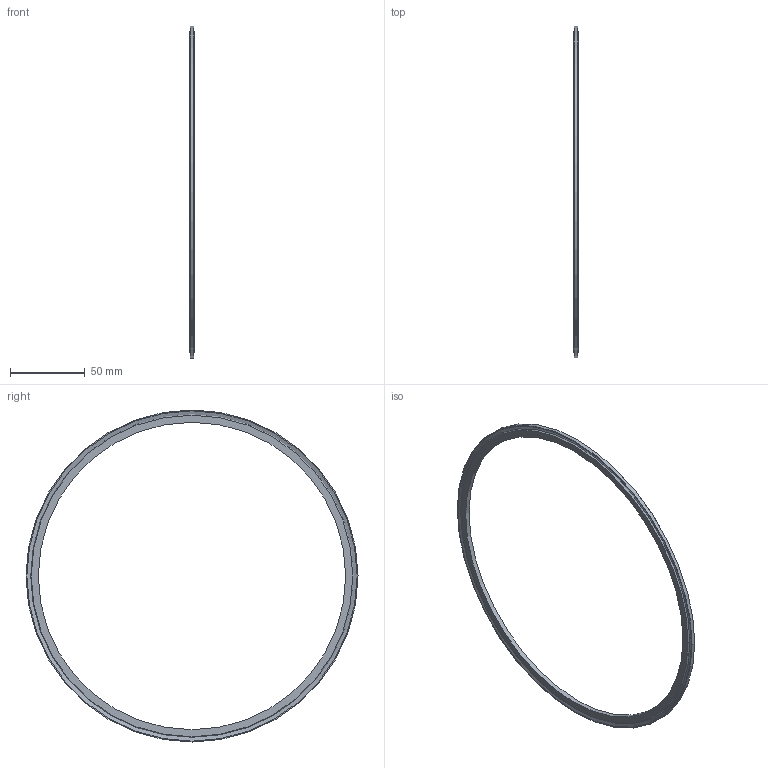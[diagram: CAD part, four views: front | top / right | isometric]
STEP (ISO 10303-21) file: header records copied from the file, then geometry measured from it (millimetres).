
FILE_DESCRIPTION (( 'STEP AP214' ), '1' );
FILE_NAME ('FULLVAC JF1CF200.STEP', '2019-03-29T13:52:08', ( '' ), ( '' ), 'SwSTEP 2.0', 'SolidWorks 2017', '' );
FILE_SCHEMA (( 'AUTOMOTIVE_DESIGN' ));
Length unit declared in the file: millimetre
Products named in the file (1): FULLVAC JF1CF200
Bounding box: 3.2 x 222.5 x 222.5 mm (x, y, z)
Volume: 14765 mm3; surface area: 15955.1 mm2
Topology: 1 solids, 1 shells, 10 faces, 20 edges, 14 vertices
Faces by surface type: plane 4, cone 4, cylinder 2
Full cylindrical faces by diameter (mm): 206 x1, 222.5 x1
Entity records: 242 total; most frequent: DIRECTION 42, CARTESIAN_POINT 31, AXIS2_PLACEMENT_3D 21, ORIENTED_EDGE 20, EDGE_LOOP 20, FACE_OUTER_BOUND 12, VERTEX_POINT 10, ADVANCED_FACE 10
